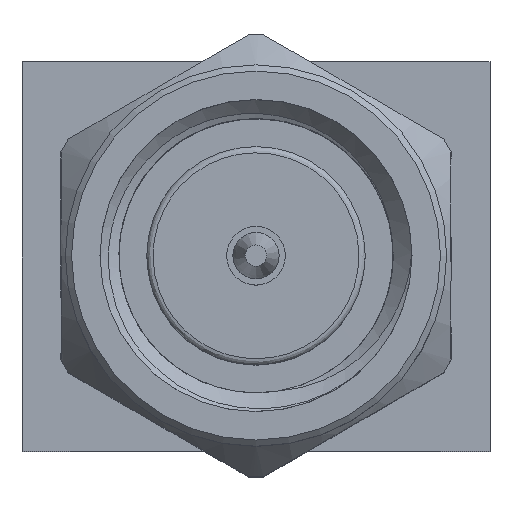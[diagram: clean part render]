
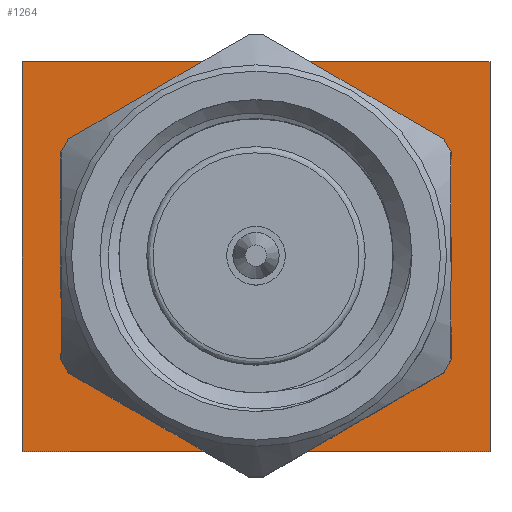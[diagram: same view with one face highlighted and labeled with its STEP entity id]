
A CAD part, top view. The second image highlights one B-rep face of the part: STEP entity #1264.
In plain terms, the highlighted planar face has unit normal (0, 0, 1).
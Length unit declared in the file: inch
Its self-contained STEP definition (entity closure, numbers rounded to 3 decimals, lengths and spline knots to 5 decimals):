
#14 = VECTOR ( 'NONE', #2445, 39.37008 ) ;
#23 = LINE ( 'NONE', #865, #14 ) ;
#127 = VECTOR ( 'NONE', #494, 39.37008 ) ;
#201 = EDGE_LOOP ( 'NONE', ( #2865 ) ) ;
#231 = AXIS2_PLACEMENT_3D ( 'NONE', #572, #1433, #1662 ) ;
#346 = FACE_OUTER_BOUND ( 'NONE', #3020, .T. ) ;
#397 = DIRECTION ( 'NONE',  ( 1., 0., 0. ) ) ;
#416 = CIRCLE ( 'NONE', #3122, 0.14 ) ;
#494 = DIRECTION ( 'NONE',  ( -1., 0., 0. ) ) ;
#572 = CARTESIAN_POINT ( 'NONE',  ( 0., 0., 0. ) ) ;
#592 = CARTESIAN_POINT ( 'NONE',  ( 0., 0., 0. ) ) ;
#622 = DIRECTION ( 'NONE',  ( -1., 0., 0. ) ) ;
#741 = ORIENTED_EDGE ( 'NONE', *, *, #1094, .T. ) ;
#777 = ORIENTED_EDGE ( 'NONE', *, *, #2565, .T. ) ;
#865 = CARTESIAN_POINT ( 'NONE',  ( 0.1875, -0.156, 0. ) ) ;
#985 = VERTEX_POINT ( 'NONE', #2049 ) ;
#1016 = CARTESIAN_POINT ( 'NONE',  ( -0.1875, -0.156, 0. ) ) ;
#1052 = DIRECTION ( 'NONE',  ( 0., -1., 0. ) ) ;
#1068 = CARTESIAN_POINT ( 'NONE',  ( 0.1875, 0.156, 0. ) ) ;
#1094 = EDGE_CURVE ( 'NONE', #985, #2377, #3457, .T. ) ;
#1154 = VERTEX_POINT ( 'NONE', #3231 ) ;
#1165 = EDGE_CURVE ( 'NONE', #1981, #985, #3173, .T. ) ;
#1233 = LINE ( 'NONE', #3063, #2711 ) ;
#1243 = EDGE_CURVE ( 'NONE', #2740, #1981, #23, .T. ) ;
#1264 = ADVANCED_FACE ( 'NONE', ( #1701, #346 ), #1921, .F. ) ;
#1309 = CARTESIAN_POINT ( 'NONE',  ( 0.1875, -0.156, 0. ) ) ;
#1433 = DIRECTION ( 'NONE',  ( 0., 0., -1. ) ) ;
#1544 = VECTOR ( 'NONE', #1052, 39.37008 ) ;
#1627 = CARTESIAN_POINT ( 'NONE',  ( -0.1875, 0.156, 0. ) ) ;
#1662 = DIRECTION ( 'NONE',  ( 0., -1., 0. ) ) ;
#1701 = FACE_BOUND ( 'NONE', #201, .T. ) ;
#1712 = ORIENTED_EDGE ( 'NONE', *, *, #1165, .T. ) ;
#1921 = PLANE ( 'NONE',  #231 ) ;
#1955 = ORIENTED_EDGE ( 'NONE', *, *, #1243, .T. ) ;
#1981 = VERTEX_POINT ( 'NONE', #1068 ) ;
#2049 = CARTESIAN_POINT ( 'NONE',  ( -0.1875, 0.156, 0. ) ) ;
#2159 = CARTESIAN_POINT ( 'NONE',  ( -0.1875, -0.156, 0. ) ) ;
#2377 = VERTEX_POINT ( 'NONE', #2159 ) ;
#2445 = DIRECTION ( 'NONE',  ( 0., 1., 0. ) ) ;
#2565 = EDGE_CURVE ( 'NONE', #2377, #2740, #1233, .T. ) ;
#2694 = DIRECTION ( 'NONE',  ( 0., 0., -1. ) ) ;
#2711 = VECTOR ( 'NONE', #397, 39.37008 ) ;
#2740 = VERTEX_POINT ( 'NONE', #1309 ) ;
#2865 = ORIENTED_EDGE ( 'NONE', *, *, #3301, .T. ) ;
#3020 = EDGE_LOOP ( 'NONE', ( #1955, #1712, #741, #777 ) ) ;
#3063 = CARTESIAN_POINT ( 'NONE',  ( -0.1875, -0.156, 0. ) ) ;
#3122 = AXIS2_PLACEMENT_3D ( 'NONE', #592, #2694, #622 ) ;
#3173 = LINE ( 'NONE', #1627, #127 ) ;
#3231 = CARTESIAN_POINT ( 'NONE',  ( -0.14, 0., 0. ) ) ;
#3301 = EDGE_CURVE ( 'NONE', #1154, #1154, #416, .T. ) ;
#3457 = LINE ( 'NONE', #1016, #1544 ) ;
